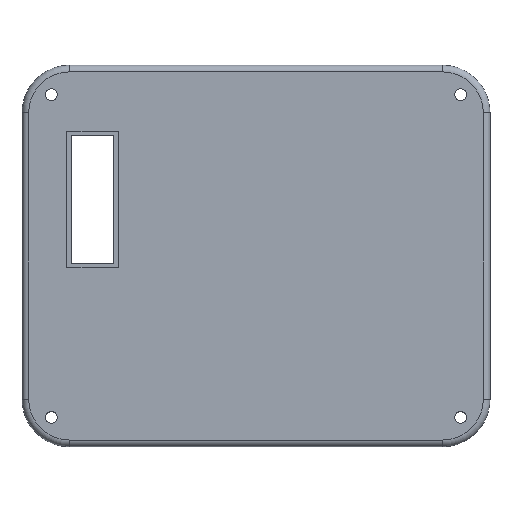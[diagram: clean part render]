
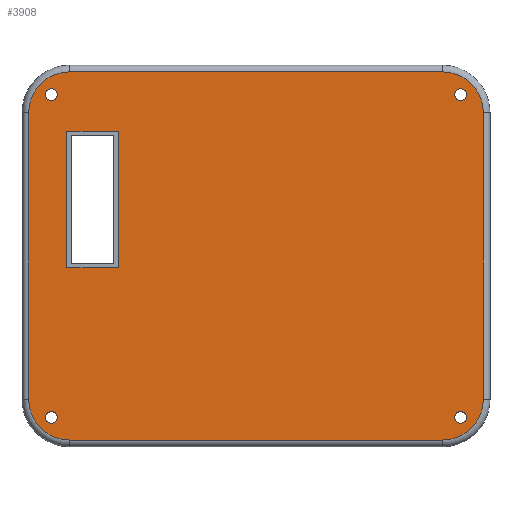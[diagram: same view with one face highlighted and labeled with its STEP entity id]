
A CAD part, top view. The second image highlights one B-rep face of the part: STEP entity #3908.
In plain terms, the highlighted planar face has unit normal (0, 0, 1).
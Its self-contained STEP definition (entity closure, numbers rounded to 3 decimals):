
#87=FACE_BOUND('',#504,.T.);
#88=FACE_BOUND('',#505,.T.);
#89=FACE_BOUND('',#506,.T.);
#90=FACE_BOUND('',#507,.T.);
#91=FACE_BOUND('',#508,.T.);
#105=PLANE('',#4198);
#292=FACE_OUTER_BOUND('',#503,.T.);
#503=EDGE_LOOP('',(#2965,#2966,#2967,#2968,#2969,#2970,#2971,#2972));
#504=EDGE_LOOP('',(#2973));
#505=EDGE_LOOP('',(#2974));
#506=EDGE_LOOP('',(#2975));
#507=EDGE_LOOP('',(#2976));
#508=EDGE_LOOP('',(#2977,#2978,#2979,#2980));
#787=LINE('',#6118,#1244);
#788=LINE('',#6129,#1245);
#790=LINE('',#6141,#1247);
#792=LINE('',#6153,#1249);
#801=LINE('',#6178,#1258);
#802=LINE('',#6180,#1259);
#803=LINE('',#6182,#1260);
#804=LINE('',#6183,#1261);
#1244=VECTOR('',#4694,10.);
#1245=VECTOR('',#4707,10.);
#1247=VECTOR('',#4721,10.);
#1249=VECTOR('',#4735,10.);
#1258=VECTOR('',#4764,10.);
#1259=VECTOR('',#4765,10.);
#1260=VECTOR('',#4766,10.);
#1261=VECTOR('',#4767,10.);
#1643=CIRCLE('',#4151,1.75);
#1644=CIRCLE('',#4153,1.75);
#1645=CIRCLE('',#4155,1.75);
#1646=CIRCLE('',#4157,1.75);
#1650=CIRCLE('',#4173,12.102);
#1654=CIRCLE('',#4179,12.102);
#1658=CIRCLE('',#4185,12.102);
#1661=CIRCLE('',#4190,12.102);
#1753=VERTEX_POINT('',#5923);
#1754=VERTEX_POINT('',#5927);
#1755=VERTEX_POINT('',#5931);
#1756=VERTEX_POINT('',#5935);
#1832=VERTEX_POINT('',#6111);
#1835=VERTEX_POINT('',#6116);
#1837=VERTEX_POINT('',#6121);
#1839=VERTEX_POINT('',#6127);
#1841=VERTEX_POINT('',#6133);
#1843=VERTEX_POINT('',#6139);
#1845=VERTEX_POINT('',#6145);
#1847=VERTEX_POINT('',#6151);
#1852=VERTEX_POINT('',#6176);
#1853=VERTEX_POINT('',#6177);
#1854=VERTEX_POINT('',#6179);
#1855=VERTEX_POINT('',#6181);
#2155=EDGE_CURVE('',#1753,#1753,#1643,.T.);
#2157=EDGE_CURVE('',#1754,#1754,#1644,.T.);
#2159=EDGE_CURVE('',#1755,#1755,#1645,.T.);
#2161=EDGE_CURVE('',#1756,#1756,#1646,.T.);
#2253=EDGE_CURVE('',#1835,#1832,#787,.T.);
#2255=EDGE_CURVE('',#1837,#1835,#1650,.T.);
#2258=EDGE_CURVE('',#1839,#1837,#788,.T.);
#2261=EDGE_CURVE('',#1841,#1839,#1654,.T.);
#2264=EDGE_CURVE('',#1843,#1841,#790,.T.);
#2267=EDGE_CURVE('',#1845,#1843,#1658,.T.);
#2270=EDGE_CURVE('',#1847,#1845,#792,.T.);
#2272=EDGE_CURVE('',#1832,#1847,#1661,.T.);
#2283=EDGE_CURVE('',#1852,#1853,#801,.T.);
#2284=EDGE_CURVE('',#1853,#1854,#802,.T.);
#2285=EDGE_CURVE('',#1854,#1855,#803,.T.);
#2286=EDGE_CURVE('',#1855,#1852,#804,.T.);
#2965=ORIENTED_EDGE('',*,*,#2253,.F.);
#2966=ORIENTED_EDGE('',*,*,#2255,.F.);
#2967=ORIENTED_EDGE('',*,*,#2258,.F.);
#2968=ORIENTED_EDGE('',*,*,#2261,.F.);
#2969=ORIENTED_EDGE('',*,*,#2264,.F.);
#2970=ORIENTED_EDGE('',*,*,#2267,.F.);
#2971=ORIENTED_EDGE('',*,*,#2270,.F.);
#2972=ORIENTED_EDGE('',*,*,#2272,.F.);
#2973=ORIENTED_EDGE('',*,*,#2155,.T.);
#2974=ORIENTED_EDGE('',*,*,#2157,.T.);
#2975=ORIENTED_EDGE('',*,*,#2159,.T.);
#2976=ORIENTED_EDGE('',*,*,#2161,.T.);
#2977=ORIENTED_EDGE('',*,*,#2283,.T.);
#2978=ORIENTED_EDGE('',*,*,#2284,.T.);
#2979=ORIENTED_EDGE('',*,*,#2285,.T.);
#2980=ORIENTED_EDGE('',*,*,#2286,.T.);
#3908=ADVANCED_FACE('',(#292,#87,#88,#89,#90,#91),#105,.F.);
#4151=AXIS2_PLACEMENT_3D('',#5924,#4562,#4563);
#4153=AXIS2_PLACEMENT_3D('',#5928,#4567,#4568);
#4155=AXIS2_PLACEMENT_3D('',#5932,#4572,#4573);
#4157=AXIS2_PLACEMENT_3D('',#5936,#4577,#4578);
#4173=AXIS2_PLACEMENT_3D('',#6123,#4699,#4700);
#4179=AXIS2_PLACEMENT_3D('',#6135,#4713,#4714);
#4185=AXIS2_PLACEMENT_3D('',#6147,#4727,#4728);
#4190=AXIS2_PLACEMENT_3D('',#6156,#4739,#4740);
#4198=AXIS2_PLACEMENT_3D('',#6175,#4762,#4763);
#4562=DIRECTION('center_axis',(0.,0.,
-1.));
#4563=DIRECTION('ref_axis',(-1.,0.,0.));
#4567=DIRECTION('center_axis',(0.,0.,
-1.));
#4568=DIRECTION('ref_axis',(-1.,0.,0.));
#4572=DIRECTION('center_axis',(0.,0.,
-1.));
#4573=DIRECTION('ref_axis',(-1.,0.,0.));
#4577=DIRECTION('center_axis',(0.,0.,
-1.));
#4578=DIRECTION('ref_axis',(-1.,0.,0.));
#4694=DIRECTION('',(0.,-1.,0.));
#4699=DIRECTION('center_axis',(0.,0.,
-1.));
#4700=DIRECTION('ref_axis',(0.707,0.707,0.));
#4707=DIRECTION('',(1.,0.,0.));
#4713=DIRECTION('center_axis',(0.,0.,
-1.));
#4714=DIRECTION('ref_axis',(-0.707,0.707,0.));
#4721=DIRECTION('',(0.,1.,0.));
#4727=DIRECTION('center_axis',(0.,0.,
-1.));
#4728=DIRECTION('ref_axis',(-0.707,-0.707,0.));
#4735=DIRECTION('',(-1.,0.,0.));
#4739=DIRECTION('center_axis',(0.,0.,
-1.));
#4740=DIRECTION('ref_axis',(0.707,-0.707,0.));
#4762=DIRECTION('center_axis',(0.,0.,
-1.));
#4763=DIRECTION('ref_axis',(-1.,0.,0.));
#4764=DIRECTION('',(-1.,0.,0.));
#4765=DIRECTION('',(0.,1.,0.));
#4766=DIRECTION('',(1.,0.,0.));
#4767=DIRECTION('',(0.,-1.,0.));
#5923=CARTESIAN_POINT('',(6.7,4.95,25.4));
#5924=CARTESIAN_POINT('Origin',(4.95,4.95,25.4));
#5927=CARTESIAN_POINT('',(128.24,4.95,25.4));
#5928=CARTESIAN_POINT('Origin',(126.49,4.95,25.4));
#5931=CARTESIAN_POINT('',(6.7,100.85,25.4));
#5932=CARTESIAN_POINT('Origin',(4.95,100.85,25.4));
#5935=CARTESIAN_POINT('',(128.24,100.85,25.4));
#5936=CARTESIAN_POINT('Origin',(126.49,100.85,25.4));
#6111=CARTESIAN_POINT('',(133.227,10.32,25.4));
#6116=CARTESIAN_POINT('',(133.227,95.47,25.4));
#6118=CARTESIAN_POINT('',(133.227,31.608,25.4));
#6121=CARTESIAN_POINT('',(121.125,107.573,25.4));
#6123=CARTESIAN_POINT('Origin',(121.125,95.47,25.4));
#6127=CARTESIAN_POINT('',(10.32,107.573,25.4));
#6129=CARTESIAN_POINT('',(93.424,107.573,25.4));
#6133=CARTESIAN_POINT('',(-1.782,95.47,25.4));
#6135=CARTESIAN_POINT('Origin',(10.32,95.47,25.4));
#6139=CARTESIAN_POINT('',(-1.782,10.32,25.4));
#6141=CARTESIAN_POINT('',(-1.782,74.183,25.4));
#6145=CARTESIAN_POINT('',(10.32,-1.782,25.4));
#6147=CARTESIAN_POINT('Origin',(10.32,10.32,25.4));
#6151=CARTESIAN_POINT('',(121.125,-1.782,25.4));
#6153=CARTESIAN_POINT('',(38.021,-1.782,25.4));
#6156=CARTESIAN_POINT('Origin',(121.125,10.32,25.4));
#6175=CARTESIAN_POINT('Origin',(65.723,52.895,25.4));
#6176=CARTESIAN_POINT('',(24.769,49.392,25.4));
#6177=CARTESIAN_POINT('',(9.569,49.392,25.4));
#6178=CARTESIAN_POINT('',(45.246,49.392,25.4));
#6179=CARTESIAN_POINT('',(9.569,89.992,25.4));
#6180=CARTESIAN_POINT('',(9.569,51.144,25.4));
#6181=CARTESIAN_POINT('',(24.769,89.992,25.4));
#6182=CARTESIAN_POINT('',(37.646,89.992,25.4));
#6183=CARTESIAN_POINT('',(24.769,71.444,25.4));
